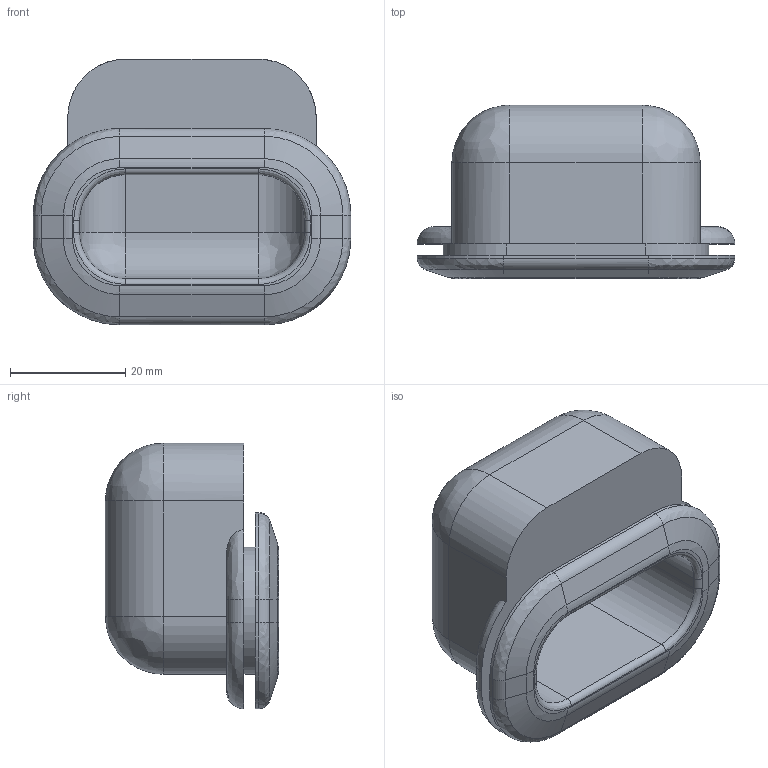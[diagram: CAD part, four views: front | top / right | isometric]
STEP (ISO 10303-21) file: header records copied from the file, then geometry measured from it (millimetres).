
FILE_DESCRIPTION((''),'2;1');
FILE_NAME('','2006-10-08T14:58:59',(''),(''),'','CADfix','');
FILE_SCHEMA(('AUTOMOTIVE_DESIGN'));
Length unit declared in the file: millimetre
Products named in the file (1): pull
Bounding box: 55 x 30 x 46 mm (x, y, z)
Volume: 15834.3 mm3; surface area: 13704.2 mm2
Topology: 1 solids, 1 shells, 99 faces, 224 edges, 130 vertices
Faces by surface type: bspline 99
Entity records: 2756 total; most frequent: CARTESIAN_POINT 1485, ORIENTED_EDGE 448, EDGE_CURVE 224, VERTEX_POINT 130, QUASI_UNIFORM_CURVE 112, EDGE_LOOP 102, FACE_OUTER_BOUND 99, ADVANCED_FACE 99
